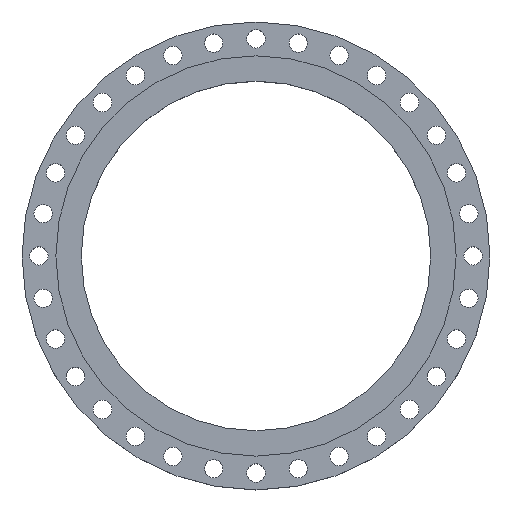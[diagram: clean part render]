
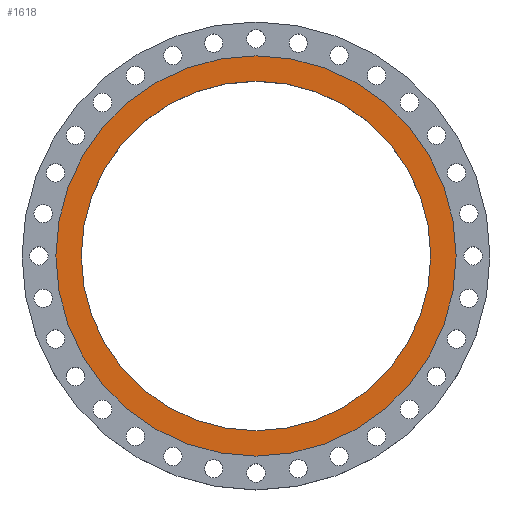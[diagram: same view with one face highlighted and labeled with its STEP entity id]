
A CAD part, top view. The second image highlights one B-rep face of the part: STEP entity #1618.
In plain terms, the highlighted planar face has unit normal (0, 0, 1).
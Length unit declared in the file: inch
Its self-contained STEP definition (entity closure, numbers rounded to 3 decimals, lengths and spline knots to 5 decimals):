
#98 = CARTESIAN_POINT ( 'NONE',  ( 0., 0., 0. ) ) ;
#102 = DIRECTION ( 'NONE',  ( 0., 0., 1. ) ) ;
#152 = EDGE_LOOP ( 'NONE', ( #1529, #2355 ) ) ;
#276 = CIRCLE ( 'NONE', #1261, 15.5 ) ;
#341 = CARTESIAN_POINT ( 'NONE',  ( -17.75, 0., 0. ) ) ;
#576 = DIRECTION ( 'NONE',  ( 1., 0., 0. ) ) ;
#665 = EDGE_CURVE ( 'NONE', #1868, #1038, #1543, .T. ) ;
#769 = DIRECTION ( 'NONE',  ( 0., 0., 1. ) ) ;
#855 = EDGE_LOOP ( 'NONE', ( #2602, #1058 ) ) ;
#948 = FACE_OUTER_BOUND ( 'NONE', #152, .T. ) ;
#957 = DIRECTION ( 'NONE',  ( 0., 0., -1. ) ) ;
#977 = AXIS2_PLACEMENT_3D ( 'NONE', #2305, #957, #1207 ) ;
#1038 = VERTEX_POINT ( 'NONE', #1706 ) ;
#1058 = ORIENTED_EDGE ( 'NONE', *, *, #1619, .F. ) ;
#1120 = DIRECTION ( 'NONE',  ( 1., 0., 0. ) ) ;
#1194 = EDGE_CURVE ( 'NONE', #1038, #1868, #1406, .T. ) ;
#1207 = DIRECTION ( 'NONE',  ( -1., 0., 0. ) ) ;
#1261 = AXIS2_PLACEMENT_3D ( 'NONE', #98, #769, #1851 ) ;
#1331 = VERTEX_POINT ( 'NONE', #2444 ) ;
#1406 = CIRCLE ( 'NONE', #1454, 17.75 ) ;
#1407 = AXIS2_PLACEMENT_3D ( 'NONE', #2292, #2055, #2304 ) ;
#1454 = AXIS2_PLACEMENT_3D ( 'NONE', #2103, #102, #576 ) ;
#1529 = ORIENTED_EDGE ( 'NONE', *, *, #1194, .T. ) ;
#1543 = CIRCLE ( 'NONE', #2637, 17.75 ) ;
#1571 = CARTESIAN_POINT ( 'NONE',  ( 0., 0., 0. ) ) ;
#1618 = ADVANCED_FACE ( 'NONE', ( #2097, #948 ), #2293, .F. ) ;
#1619 = EDGE_CURVE ( 'NONE', #2635, #1331, #276, .T. ) ;
#1645 = CIRCLE ( 'NONE', #1407, 15.5 ) ;
#1706 = CARTESIAN_POINT ( 'NONE',  ( 17.75, 0., 0. ) ) ;
#1760 = EDGE_CURVE ( 'NONE', #1331, #2635, #1645, .T. ) ;
#1785 = DIRECTION ( 'NONE',  ( 0., 0., 1. ) ) ;
#1851 = DIRECTION ( 'NONE',  ( 1., 0., 0. ) ) ;
#1868 = VERTEX_POINT ( 'NONE', #341 ) ;
#1966 = CARTESIAN_POINT ( 'NONE',  ( -15.5, 0., 0. ) ) ;
#2055 = DIRECTION ( 'NONE',  ( 0., 0., 1. ) ) ;
#2097 = FACE_BOUND ( 'NONE', #855, .T. ) ;
#2103 = CARTESIAN_POINT ( 'NONE',  ( 0., 0., 0. ) ) ;
#2292 = CARTESIAN_POINT ( 'NONE',  ( 0., 0., 0. ) ) ;
#2293 = PLANE ( 'NONE',  #977 ) ;
#2304 = DIRECTION ( 'NONE',  ( 1., 0., 0. ) ) ;
#2305 = CARTESIAN_POINT ( 'NONE',  ( 0., 15.5, 0. ) ) ;
#2355 = ORIENTED_EDGE ( 'NONE', *, *, #665, .T. ) ;
#2444 = CARTESIAN_POINT ( 'NONE',  ( 15.5, 0., 0. ) ) ;
#2602 = ORIENTED_EDGE ( 'NONE', *, *, #1760, .F. ) ;
#2635 = VERTEX_POINT ( 'NONE', #1966 ) ;
#2637 = AXIS2_PLACEMENT_3D ( 'NONE', #1571, #1785, #1120 ) ;
